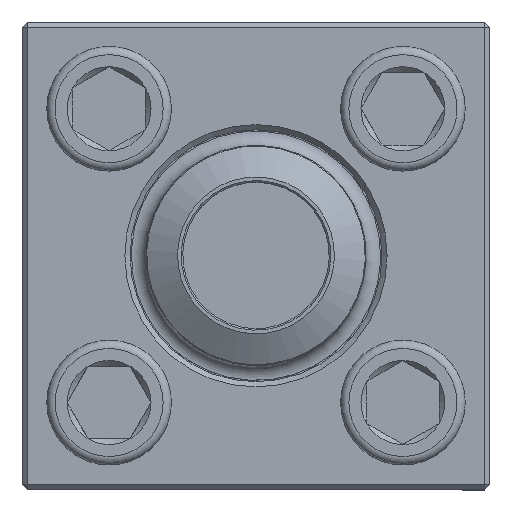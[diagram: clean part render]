
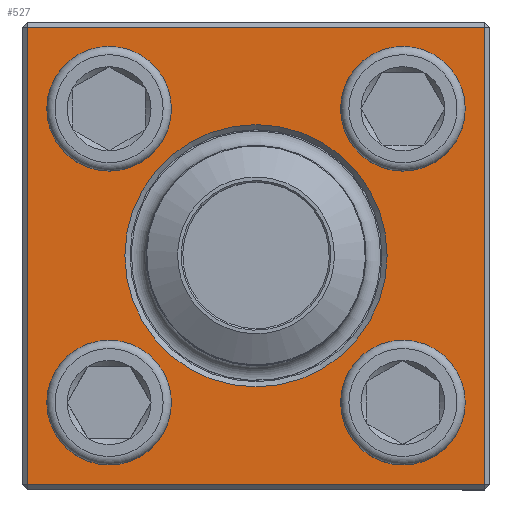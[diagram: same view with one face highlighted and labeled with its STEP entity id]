
A CAD part, top view. The second image highlights one B-rep face of the part: STEP entity #527.
In plain terms, the highlighted planar face has unit normal (0, 0, 1).
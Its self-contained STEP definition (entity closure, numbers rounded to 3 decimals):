
#311=FACE_BOUND('',#758,.T.);
#312=FACE_BOUND('',#759,.T.);
#313=FACE_BOUND('',#760,.T.);
#314=FACE_BOUND('',#761,.T.);
#315=FACE_BOUND('',#762,.T.);
#316=FACE_BOUND('',#763,.T.);
#438=CIRCLE('',#1758,25.25);
#439=CIRCLE('',#1759,9.);
#440=CIRCLE('',#1760,9.);
#441=CIRCLE('',#1761,9.);
#442=CIRCLE('',#1762,9.);
#527=ADVANCED_FACE('',(#311,#312,#313,#314,#315,#316),#647,.F.);
#647=PLANE('',#1763);
#758=EDGE_LOOP('',(#954));
#759=EDGE_LOOP('',(#955,#956,#957,#958));
#760=EDGE_LOOP('',(#959));
#761=EDGE_LOOP('',(#960));
#762=EDGE_LOOP('',(#961));
#763=EDGE_LOOP('',(#962));
#954=ORIENTED_EDGE('',*,*,#1452,.T.);
#955=ORIENTED_EDGE('',*,*,#1453,.T.);
#956=ORIENTED_EDGE('',*,*,#1454,.T.);
#957=ORIENTED_EDGE('',*,*,#1455,.T.);
#958=ORIENTED_EDGE('',*,*,#1456,.T.);
#959=ORIENTED_EDGE('',*,*,#1457,.T.);
#960=ORIENTED_EDGE('',*,*,#1458,.T.);
#961=ORIENTED_EDGE('',*,*,#1459,.T.);
#962=ORIENTED_EDGE('',*,*,#1460,.T.);
#1324=VERTEX_POINT('',#2514);
#1325=VERTEX_POINT('',#2516);
#1326=VERTEX_POINT('',#2517);
#1327=VERTEX_POINT('',#2519);
#1328=VERTEX_POINT('',#2521);
#1329=VERTEX_POINT('',#2524);
#1330=VERTEX_POINT('',#2526);
#1331=VERTEX_POINT('',#2528);
#1332=VERTEX_POINT('',#2530);
#1452=EDGE_CURVE('',#1324,#1324,#438,.T.);
#1453=EDGE_CURVE('',#1325,#1326,#1637,.T.);
#1454=EDGE_CURVE('',#1326,#1327,#1638,.T.);
#1455=EDGE_CURVE('',#1327,#1328,#1639,.T.);
#1456=EDGE_CURVE('',#1328,#1325,#1640,.T.);
#1457=EDGE_CURVE('',#1329,#1329,#439,.T.);
#1458=EDGE_CURVE('',#1330,#1330,#440,.T.);
#1459=EDGE_CURVE('',#1331,#1331,#441,.T.);
#1460=EDGE_CURVE('',#1332,#1332,#442,.T.);
#1637=LINE('',#2515,#1703);
#1638=LINE('',#2518,#1704);
#1639=LINE('',#2520,#1705);
#1640=LINE('',#2522,#1706);
#1703=VECTOR('',#2000,1.);
#1704=VECTOR('',#2001,1.);
#1705=VECTOR('',#2002,1.);
#1706=VECTOR('',#2003,1.);
#1758=AXIS2_PLACEMENT_3D('',#2513,#1998,#1999);
#1759=AXIS2_PLACEMENT_3D('',#2523,#2004,#2005);
#1760=AXIS2_PLACEMENT_3D('',#2525,#2006,#2007);
#1761=AXIS2_PLACEMENT_3D('',#2527,#2008,#2009);
#1762=AXIS2_PLACEMENT_3D('',#2529,#2010,#2011);
#1763=AXIS2_PLACEMENT_3D('',#2531,#2012,#2013);
#1998=DIRECTION('',(0.,0.,-1.));
#1999=DIRECTION('',(-1.,0.,0.));
#2000=DIRECTION('',(-1.,0.,0.));
#2001=DIRECTION('',(0.,-1.,0.));
#2002=DIRECTION('',(1.,0.,0.));
#2003=DIRECTION('',(0.,1.,0.));
#2004=DIRECTION('',(0.,0.,-1.));
#2005=DIRECTION('',(-1.,0.,0.));
#2006=DIRECTION('',(0.,0.,-1.));
#2007=DIRECTION('',(-1.,0.,0.));
#2008=DIRECTION('',(0.,0.,-1.));
#2009=DIRECTION('',(-1.,0.,0.));
#2010=DIRECTION('',(0.,0.,-1.));
#2011=DIRECTION('',(-1.,0.,0.));
#2012=DIRECTION('',(0.,0.,-1.));
#2013=DIRECTION('',(-1.,0.,0.));
#2513=CARTESIAN_POINT('',(0.,0.,29.));
#2514=CARTESIAN_POINT('',(-25.25,0.,29.));
#2515=CARTESIAN_POINT('',(-45.,44.,29.));
#2516=CARTESIAN_POINT('',(44.,44.,29.));
#2517=CARTESIAN_POINT('',(-44.,44.,29.));
#2518=CARTESIAN_POINT('',(-44.,-45.,29.));
#2519=CARTESIAN_POINT('',(-44.,-44.,29.));
#2520=CARTESIAN_POINT('',(45.,-44.,29.));
#2521=CARTESIAN_POINT('',(44.,-44.,29.));
#2522=CARTESIAN_POINT('',(44.,45.,29.));
#2523=CARTESIAN_POINT('',(-28.284,-28.284,29.));
#2524=CARTESIAN_POINT('',(-37.284,-28.284,29.));
#2525=CARTESIAN_POINT('',(-28.284,28.284,29.));
#2526=CARTESIAN_POINT('',(-37.284,28.284,29.));
#2527=CARTESIAN_POINT('',(28.284,28.284,29.));
#2528=CARTESIAN_POINT('',(19.284,28.284,29.));
#2529=CARTESIAN_POINT('',(28.284,-28.284,29.));
#2530=CARTESIAN_POINT('',(19.284,-28.284,29.));
#2531=CARTESIAN_POINT('',(0.,0.,29.));
